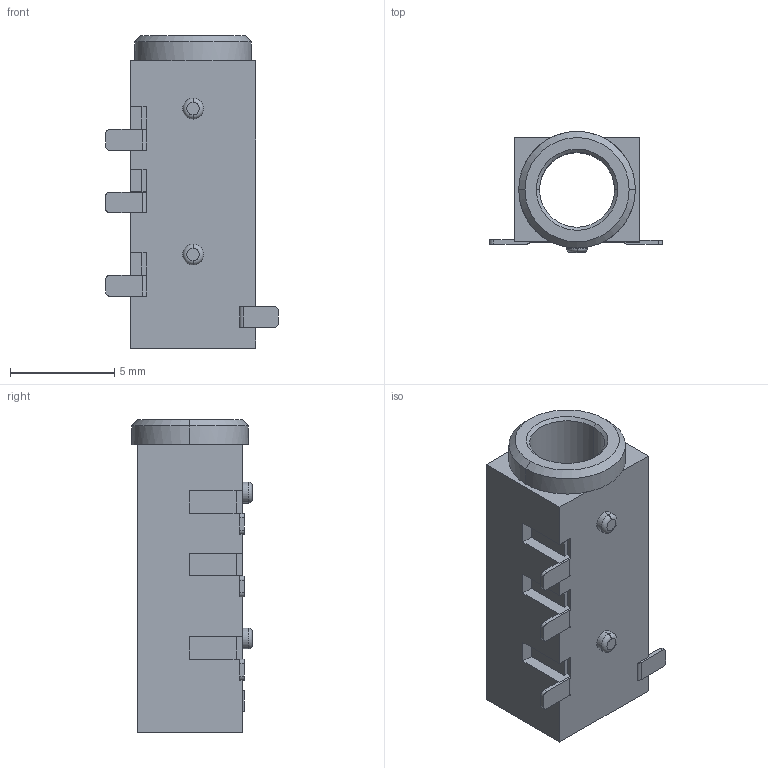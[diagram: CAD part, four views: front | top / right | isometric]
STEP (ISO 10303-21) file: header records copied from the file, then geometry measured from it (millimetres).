
FILE_DESCRIPTION (( 'STEP AP214' ), '1' );
FILE_NAME ('STX-35331-4N-TR_rA3.STEP', '2012-05-29T23:25:38', ( ' ' ), ( ' ' ), 'SwSTEP 2.0', 'SolidWorks 2007', '' );
FILE_SCHEMA (( 'AUTOMOTIVE_DESIGN' ));
Length unit declared in the file: millimetre
Products named in the file (1): STX-35331-4N-TR_rA3
Bounding box: 8.3 x 5.8 x 15 mm (x, y, z)
Volume: 282.1 mm3; surface area: 558.5 mm2
Topology: 1 solids, 1 shells, 104 faces, 282 edges, 184 vertices
Faces by surface type: plane 76, cylinder 20, torus 4, cone 4
Entity records: 3836 total; most frequent: CARTESIAN_POINT 571, ORIENTED_EDGE 564, DIRECTION 550, EDGE_CURVE 282, VECTOR 224, LINE 224, VERTEX_POINT 184, AXIS2_PLACEMENT_3D 163
